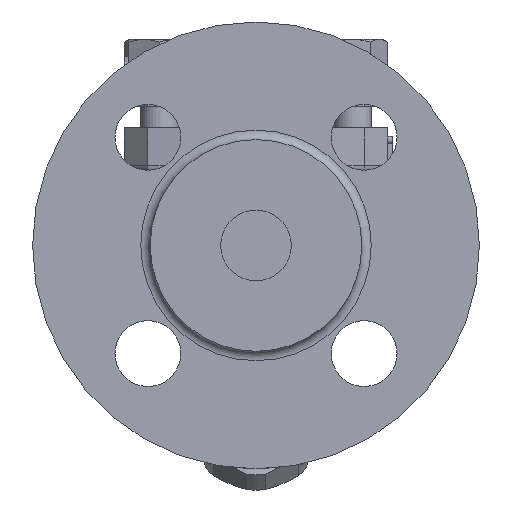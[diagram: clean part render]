
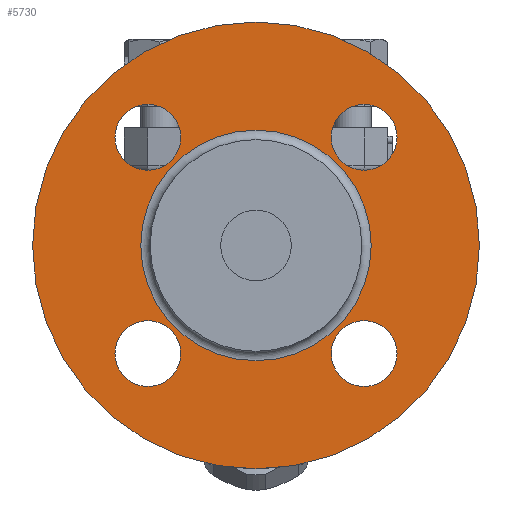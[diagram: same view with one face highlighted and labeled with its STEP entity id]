
A CAD part, left-side view. The second image highlights one B-rep face of the part: STEP entity #5730.
In plain terms, the highlighted planar face has unit normal (-1, 0, 0).
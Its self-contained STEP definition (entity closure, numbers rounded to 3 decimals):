
#290=FACE_BOUND('',#1881,.T.);
#291=FACE_BOUND('',#1882,.T.);
#292=FACE_BOUND('',#1883,.T.);
#293=FACE_BOUND('',#1884,.T.);
#294=FACE_BOUND('',#1885,.T.);
#366=PLANE('',#6136);
#1512=FACE_OUTER_BOUND('',#1880,.T.);
#1880=EDGE_LOOP('',(#3978));
#1881=EDGE_LOOP('',(#3979));
#1882=EDGE_LOOP('',(#3980));
#1883=EDGE_LOOP('',(#3981));
#1884=EDGE_LOOP('',(#3982));
#1885=EDGE_LOOP('',(#3983));
#2287=CIRCLE('',#6127,47.5);
#2290=CIRCLE('',#6133,24.5);
#2293=CIRCLE('',#6137,7.);
#2294=CIRCLE('',#6138,7.);
#2295=CIRCLE('',#6139,7.);
#2296=CIRCLE('',#6140,7.);
#2520=VERTEX_POINT('',#8458);
#2522=VERTEX_POINT('',#8468);
#2524=VERTEX_POINT('',#8474);
#2525=VERTEX_POINT('',#8476);
#2526=VERTEX_POINT('',#8478);
#2527=VERTEX_POINT('',#8480);
#3069=EDGE_CURVE('',#2520,#2520,#2287,.T.);
#3074=EDGE_CURVE('',#2522,#2522,#2290,.T.);
#3077=EDGE_CURVE('',#2524,#2524,#2293,.T.);
#3078=EDGE_CURVE('',#2525,#2525,#2294,.T.);
#3079=EDGE_CURVE('',#2526,#2526,#2295,.T.);
#3080=EDGE_CURVE('',#2527,#2527,#2296,.T.);
#3978=ORIENTED_EDGE('',*,*,#3069,.T.);
#3979=ORIENTED_EDGE('',*,*,#3077,.T.);
#3980=ORIENTED_EDGE('',*,*,#3078,.T.);
#3981=ORIENTED_EDGE('',*,*,#3079,.T.);
#3982=ORIENTED_EDGE('',*,*,#3080,.T.);
#3983=ORIENTED_EDGE('',*,*,#3074,.F.);
#5730=ADVANCED_FACE('',(#1512,#290,#291,#292,#293,#294),#366,.T.);
#6127=AXIS2_PLACEMENT_3D('',#8459,#6777,#6778);
#6133=AXIS2_PLACEMENT_3D('',#8469,#6791,#6792);
#6136=AXIS2_PLACEMENT_3D('',#8473,#6797,#6798);
#6137=AXIS2_PLACEMENT_3D('',#8475,#6799,#6800);
#6138=AXIS2_PLACEMENT_3D('',#8477,#6801,#6802);
#6139=AXIS2_PLACEMENT_3D('',#8479,#6803,#6804);
#6140=AXIS2_PLACEMENT_3D('',#8481,#6805,#6806);
#6777=DIRECTION('center_axis',(-1.,0.,0.));
#6778=DIRECTION('ref_axis',(0.,0.,1.));
#6791=DIRECTION('center_axis',(-1.,0.,0.));
#6792=DIRECTION('ref_axis',(0.,0.,-1.));
#6797=DIRECTION('center_axis',(-1.,0.,0.));
#6798=DIRECTION('ref_axis',(0.,0.,1.));
#6799=DIRECTION('center_axis',(1.,0.,0.));
#6800=DIRECTION('ref_axis',(0.,0.,1.));
#6801=DIRECTION('center_axis',(1.,0.,0.));
#6802=DIRECTION('ref_axis',(0.,1.,0.));
#6803=DIRECTION('center_axis',(1.,0.,0.));
#6804=DIRECTION('ref_axis',(0.,0.,-1.));
#6805=DIRECTION('center_axis',(1.,0.,0.));
#6806=DIRECTION('ref_axis',(0.,-1.,0.));
#8458=CARTESIAN_POINT('',(-73.,0.,-72.5));
#8459=CARTESIAN_POINT('Origin',(-73.,0.,-25.));
#8468=CARTESIAN_POINT('',(-73.,0.,-49.5));
#8469=CARTESIAN_POINT('Origin',(-73.,0.,-25.));
#8473=CARTESIAN_POINT('Origin',(-73.,0.,10.));
#8474=CARTESIAN_POINT('',(-73.,-22.981,-9.019));
#8475=CARTESIAN_POINT('Origin',(-73.,-22.981,-2.019));
#8476=CARTESIAN_POINT('',(-73.,15.981,-2.019));
#8477=CARTESIAN_POINT('Origin',(-73.,22.981,-2.019));
#8478=CARTESIAN_POINT('',(-73.,22.981,-40.981));
#8479=CARTESIAN_POINT('Origin',(-73.,22.981,-47.981));
#8480=CARTESIAN_POINT('',(-73.,-15.981,-47.981));
#8481=CARTESIAN_POINT('Origin',(-73.,-22.981,-47.981));
